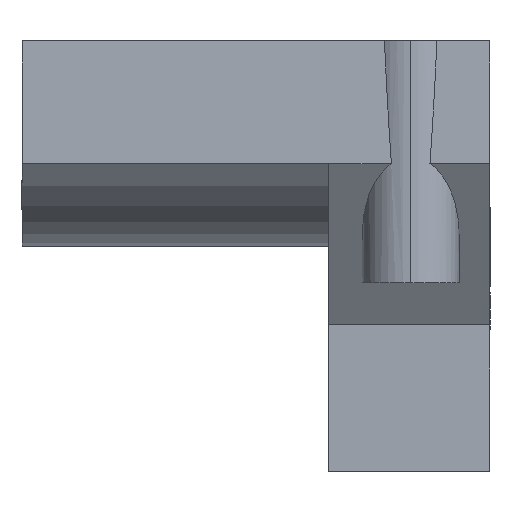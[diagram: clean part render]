
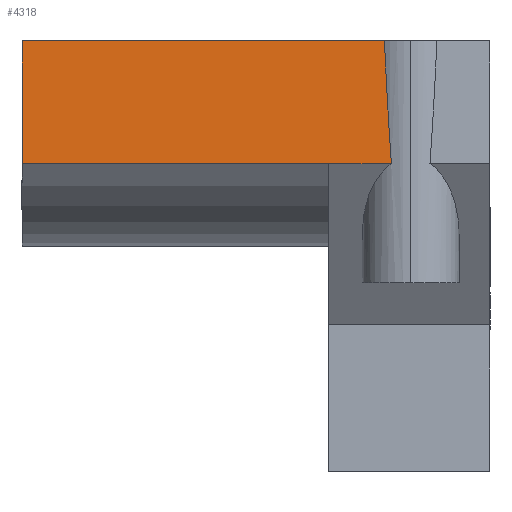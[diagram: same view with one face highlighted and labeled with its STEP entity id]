
A CAD part, front view. The second image highlights one B-rep face of the part: STEP entity #4318.
In plain terms, the highlighted planar face has unit normal (0, -1, 0.03).
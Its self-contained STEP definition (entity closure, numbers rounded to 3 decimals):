
#85 = PLANE('',#86);
#86 = AXIS2_PLACEMENT_3D('',#87,#88,#89);
#87 = CARTESIAN_POINT('',(-21.,-25.,5.));
#88 = DIRECTION('',(0.,0.,1.));
#89 = DIRECTION('',(0.,1.,0.));
#788 = VERTEX_POINT('',#789);
#789 = CARTESIAN_POINT('',(-12.,-18.913,5.));
#803 = PLANE('',#804);
#804 = AXIS2_PLACEMENT_3D('',#805,#806,#807);
#805 = CARTESIAN_POINT('',(-12.,-9.158,8.419));
#806 = DIRECTION('',(1.,0.,0.));
#807 = DIRECTION('',(0.,0.,-1.));
#815 = EDGE_CURVE('',#816,#788,#818,.T.);
#816 = VERTEX_POINT('',#817);
#817 = CARTESIAN_POINT('',(10.454,-18.913,5.));
#818 = SURFACE_CURVE('',#819,(#823,#830),.PCURVE_S1.);
#819 = LINE('',#820,#821);
#820 = CARTESIAN_POINT('',(-2.,-18.913,5.));
#821 = VECTOR('',#822,1.);
#822 = DIRECTION('',(-1.,0.,0.));
#823 = PCURVE('',#85,#824);
#824 = DEFINITIONAL_REPRESENTATION('',(#825),#829);
#825 = LINE('',#826,#827);
#826 = CARTESIAN_POINT('',(6.087,-19.));
#827 = VECTOR('',#828,1.);
#828 = DIRECTION('',(0.,1.));
#829 = ( GEOMETRIC_REPRESENTATION_CONTEXT(2) 
PARAMETRIC_REPRESENTATION_CONTEXT() REPRESENTATION_CONTEXT('2D SPACE',''
  ) );
#830 = PCURVE('',#831,#836);
#831 = PLANE('',#832);
#832 = AXIS2_PLACEMENT_3D('',#833,#834,#835);
#833 = CARTESIAN_POINT('',(17.,-18.,35.));
#834 = DIRECTION('',(0.,1.,
    -0.03));
#835 = DIRECTION('',(0.,0.03,
    1.));
#836 = DEFINITIONAL_REPRESENTATION('',(#837),#841);
#837 = LINE('',#838,#839);
#838 = CARTESIAN_POINT('',(-30.014,-19.));
#839 = VECTOR('',#840,1.);
#840 = DIRECTION('',(0.,-1.));
#841 = ( GEOMETRIC_REPRESENTATION_CONTEXT(2) 
PARAMETRIC_REPRESENTATION_CONTEXT() REPRESENTATION_CONTEXT('2D SPACE',''
  ) );
#864 = CYLINDRICAL_SURFACE('',#865,3.);
#865 = AXIS2_PLACEMENT_3D('',#866,#867,#868);
#866 = CARTESIAN_POINT('',(12.084,-16.395,-10.));
#867 = DIRECTION('',(0.,0.,-1.));
#868 = DIRECTION('',(0.,-1.,0.));
#4001 = PLANE('',#4002);
#4002 = AXIS2_PLACEMENT_3D('',#4003,#4004,#4005);
#4003 = CARTESIAN_POINT('',(17.,-19.145,-2.61));
#4004 = DIRECTION('',(0.,0.844,0.537)
  );
#4005 = DIRECTION('',(0.,-0.537,0.844
    ));
#4257 = EDGE_CURVE('',#4258,#816,#4260,.T.);
#4258 = VERTEX_POINT('',#4259);
#4259 = CARTESIAN_POINT('',(10.886,-19.145,-2.61));
#4260 = SURFACE_CURVE('',#4261,(#4266,#4278),.PCURVE_S1.);
#4261 = ELLIPSE('',#4262,98.588,3.);
#4262 = AXIS2_PLACEMENT_3D('',#4263,#4264,#4265);
#4263 = CARTESIAN_POINT('',(12.084,-16.395,87.736));
#4264 = DIRECTION('',(0.,1.,
    -0.03));
#4265 = DIRECTION('',(0.,-0.03,
    -1.));
#4266 = PCURVE('',#864,#4267);
#4267 = DEFINITIONAL_REPRESENTATION('',(#4268),#4277);
#4268 = B_SPLINE_CURVE_WITH_KNOTS('',7,(#4269,#4270,#4271,#4272,#4273,
    #4274,#4275,#4276),.UNSPECIFIED.,.F.,.F.,(8,8),(0.301,
    0.945),.PIECEWISE_BEZIER_KNOTS.);
#4269 = CARTESIAN_POINT('',(0.301,-3.629));
#4270 = CARTESIAN_POINT('',(0.393,-6.317));
#4271 = CARTESIAN_POINT('',(0.485,-9.933));
#4272 = CARTESIAN_POINT('',(0.577,-14.44));
#4273 = CARTESIAN_POINT('',(0.669,-19.782));
#4274 = CARTESIAN_POINT('',(0.761,-25.884));
#4275 = CARTESIAN_POINT('',(0.853,-32.657));
#4276 = CARTESIAN_POINT('',(0.945,-40.));
#4277 = ( GEOMETRIC_REPRESENTATION_CONTEXT(2) 
PARAMETRIC_REPRESENTATION_CONTEXT() REPRESENTATION_CONTEXT('2D SPACE',''
  ) );
#4278 = PCURVE('',#831,#4279);
#4279 = DEFINITIONAL_REPRESENTATION('',(#4280),#4284);
#4280 = ELLIPSE('',#4281,98.588,3.);
#4281 = AXIS2_PLACEMENT_2D('',#4282,#4283);
#4282 = CARTESIAN_POINT('',(52.761,-4.916));
#4283 = DIRECTION('',(-1.,0.));
#4284 = ( GEOMETRIC_REPRESENTATION_CONTEXT(2) 
PARAMETRIC_REPRESENTATION_CONTEXT() REPRESENTATION_CONTEXT('2D SPACE',''
  ) );
#4318 = ADVANCED_FACE('',(#4319),#831,.F.);
#4319 = FACE_BOUND('',#4320,.T.);
#4320 = EDGE_LOOP('',(#4321,#4322,#4345,#4373,#4394));
#4321 = ORIENTED_EDGE('',*,*,#815,.T.);
#4322 = ORIENTED_EDGE('',*,*,#4323,.T.);
#4323 = EDGE_CURVE('',#788,#4324,#4326,.T.);
#4324 = VERTEX_POINT('',#4325);
#4325 = CARTESIAN_POINT('',(-12.,-19.145,-2.61));
#4326 = SURFACE_CURVE('',#4327,(#4331,#4338),.PCURVE_S1.);
#4327 = LINE('',#4328,#4329);
#4328 = CARTESIAN_POINT('',(-12.,-18.,35.));
#4329 = VECTOR('',#4330,1.);
#4330 = DIRECTION('',(0.,-0.03,
    -1.));
#4331 = PCURVE('',#831,#4332);
#4332 = DEFINITIONAL_REPRESENTATION('',(#4333),#4337);
#4333 = LINE('',#4334,#4335);
#4334 = CARTESIAN_POINT('',(0.,-29.));
#4335 = VECTOR('',#4336,1.);
#4336 = DIRECTION('',(-1.,0.));
#4337 = ( GEOMETRIC_REPRESENTATION_CONTEXT(2) 
PARAMETRIC_REPRESENTATION_CONTEXT() REPRESENTATION_CONTEXT('2D SPACE',''
  ) );
#4338 = PCURVE('',#803,#4339);
#4339 = DEFINITIONAL_REPRESENTATION('',(#4340),#4344);
#4340 = LINE('',#4341,#4342);
#4341 = CARTESIAN_POINT('',(-26.581,-8.842));
#4342 = VECTOR('',#4343,1.);
#4343 = DIRECTION('',(1.,-0.03));
#4344 = ( GEOMETRIC_REPRESENTATION_CONTEXT(2) 
PARAMETRIC_REPRESENTATION_CONTEXT() REPRESENTATION_CONTEXT('2D SPACE',''
  ) );
#4345 = ORIENTED_EDGE('',*,*,#4346,.F.);
#4346 = EDGE_CURVE('',#4347,#4324,#4349,.T.);
#4347 = VERTEX_POINT('',#4348);
#4348 = CARTESIAN_POINT('',(7.,-19.145,-2.61));
#4349 = SURFACE_CURVE('',#4350,(#4354,#4361),.PCURVE_S1.);
#4350 = LINE('',#4351,#4352);
#4351 = CARTESIAN_POINT('',(17.,-19.145,-2.61));
#4352 = VECTOR('',#4353,1.);
#4353 = DIRECTION('',(-1.,0.,0.));
#4354 = PCURVE('',#831,#4355);
#4355 = DEFINITIONAL_REPRESENTATION('',(#4356),#4360);
#4356 = LINE('',#4357,#4358);
#4357 = CARTESIAN_POINT('',(-37.627,0.));
#4358 = VECTOR('',#4359,1.);
#4359 = DIRECTION('',(0.,-1.));
#4360 = ( GEOMETRIC_REPRESENTATION_CONTEXT(2) 
PARAMETRIC_REPRESENTATION_CONTEXT() REPRESENTATION_CONTEXT('2D SPACE',''
  ) );
#4361 = PCURVE('',#4362,#4367);
#4362 = CYLINDRICAL_SURFACE('',#4363,11.14);
#4363 = AXIS2_PLACEMENT_3D('',#4364,#4365,#4366);
#4364 = CARTESIAN_POINT('',(7.,-9.745,3.369));
#4365 = DIRECTION('',(1.,0.,0.));
#4366 = DIRECTION('',(0.,-1.,0.));
#4367 = DEFINITIONAL_REPRESENTATION('',(#4368),#4372);
#4368 = LINE('',#4369,#4370);
#4369 = CARTESIAN_POINT('',(-5.717,10.));
#4370 = VECTOR('',#4371,1.);
#4371 = DIRECTION('',(-0.,-1.));
#4372 = ( GEOMETRIC_REPRESENTATION_CONTEXT(2) 
PARAMETRIC_REPRESENTATION_CONTEXT() REPRESENTATION_CONTEXT('2D SPACE',''
  ) );
#4373 = ORIENTED_EDGE('',*,*,#4374,.F.);
#4374 = EDGE_CURVE('',#4258,#4347,#4375,.T.);
#4375 = SURFACE_CURVE('',#4376,(#4380,#4387),.PCURVE_S1.);
#4376 = LINE('',#4377,#4378);
#4377 = CARTESIAN_POINT('',(17.,-19.145,-2.61));
#4378 = VECTOR('',#4379,1.);
#4379 = DIRECTION('',(-1.,0.,0.));
#4380 = PCURVE('',#831,#4381);
#4381 = DEFINITIONAL_REPRESENTATION('',(#4382),#4386);
#4382 = LINE('',#4383,#4384);
#4383 = CARTESIAN_POINT('',(-37.627,0.));
#4384 = VECTOR('',#4385,1.);
#4385 = DIRECTION('',(0.,-1.));
#4386 = ( GEOMETRIC_REPRESENTATION_CONTEXT(2) 
PARAMETRIC_REPRESENTATION_CONTEXT() REPRESENTATION_CONTEXT('2D SPACE',''
  ) );
#4387 = PCURVE('',#4001,#4388);
#4388 = DEFINITIONAL_REPRESENTATION('',(#4389),#4393);
#4389 = LINE('',#4390,#4391);
#4390 = CARTESIAN_POINT('',(-0.,0.));
#4391 = VECTOR('',#4392,1.);
#4392 = DIRECTION('',(0.,-1.));
#4393 = ( GEOMETRIC_REPRESENTATION_CONTEXT(2) 
PARAMETRIC_REPRESENTATION_CONTEXT() REPRESENTATION_CONTEXT('2D SPACE',''
  ) );
#4394 = ORIENTED_EDGE('',*,*,#4257,.T.);
